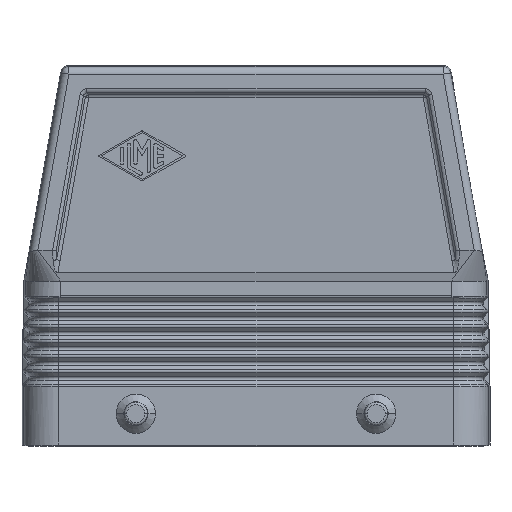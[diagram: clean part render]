
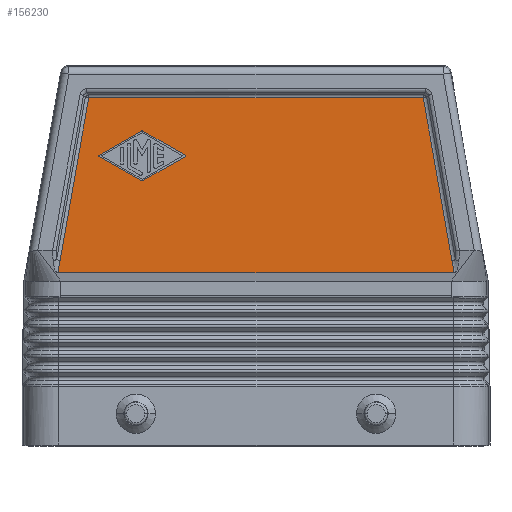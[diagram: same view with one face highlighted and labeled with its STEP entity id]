
A CAD part, front view. The second image highlights one B-rep face of the part: STEP entity #156230.
In plain terms, the highlighted face is planar.
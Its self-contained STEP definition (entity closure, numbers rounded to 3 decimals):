
#1070=CARTESIAN_POINT('',(374.083,40.072,
53.277));
#1080=VERTEX_POINT('',#1070);
#1260=CARTESIAN_POINT('',(374.083,39.741,
53.277));
#1270=VERTEX_POINT('',#1260);
#1300=CARTESIAN_POINT('',(374.083,39.906,
53.566));
#1310=DIRECTION('',(-1.,0.,0.));
#1320=DIRECTION('',(0.,-1.,0.));
#1330=AXIS2_PLACEMENT_3D('',#1300,#1310,#1320);
#1340=CIRCLE('',#1330,0.333);
#1350=EDGE_CURVE('',#1080,#1270,#1340,.T.);
#40110=CARTESIAN_POINT('',(374.083,40.072,
63.188));
#40120=VERTEX_POINT('',#40110);
#40290=CARTESIAN_POINT('',(374.083,48.488,
58.377));
#40300=VERTEX_POINT('',#40290);
#40330=CARTESIAN_POINT('',(374.083,44.373,
60.73));
#40340=DIRECTION('',(0.,-0.868,0.496));
#40350=VECTOR('',#40340,1.);
#40360=LINE('',#40330,#40350);
#40370=EDGE_CURVE('',#40300,#40120,#40360,.T.);
#40580=CARTESIAN_POINT('',(374.083,31.324,
58.377));
#40590=VERTEX_POINT('',#40580);
#40760=CARTESIAN_POINT('',(374.083,39.741,
63.188));
#40770=VERTEX_POINT('',#40760);
#40800=CARTESIAN_POINT('',(374.083,44.373,
65.836));
#40810=DIRECTION('',(0.,-0.868,-0.496));
#40820=VECTOR('',#40810,1.);
#40830=LINE('',#40800,#40820);
#40840=EDGE_CURVE('',#40770,#40590,#40830,.T.);
#64680=CARTESIAN_POINT('',(374.083,31.324,
58.088));
#64690=VERTEX_POINT('',#64680);
#64820=CARTESIAN_POINT('',(374.083,31.407,
58.233));
#64830=DIRECTION('',(-1.,0.,0.));
#64840=DIRECTION('',(0.,-1.,0.));
#64850=AXIS2_PLACEMENT_3D('',#64820,#64830,#64840);
#64860=CIRCLE('',#64850,0.167);
#64870=EDGE_CURVE('',#64690,#40590,#64860,.T.);
#66260=CARTESIAN_POINT('',(374.083,60.723,
12.233));
#66270=DIRECTION('',(0.,-0.174,0.985));
#66280=VECTOR('',#66270,1.);
#66290=LINE('',#66260,#66280);
#66300=CARTESIAN_POINT('',(374.083,56.298,
37.351));
#66310=VERTEX_POINT('',#66300);
#66320=CARTESIAN_POINT('',(374.083,50.578,
69.818));
#66330=VERTEX_POINT('',#66320);
#66340=EDGE_CURVE('',#66310,#66330,#66290,.T.);
#67830=CARTESIAN_POINT('',(374.083,-21.985,
37.351));
#67840=VERTEX_POINT('',#67830);
#68070=CARTESIAN_POINT('',(374.083,-22.423,
34.87));
#68080=VERTEX_POINT('',#68070);
#68110=CARTESIAN_POINT('',(374.083,-21.985,
37.351));
#68120=CARTESIAN_POINT('',(374.083,-22.058,
36.938));
#68130=CARTESIAN_POINT('',(374.083,-22.131,
36.524));
#68140=CARTESIAN_POINT('',(374.083,-22.204,
36.111));
#68150=CARTESIAN_POINT('',(374.083,-22.277,
35.697));
#68160=CARTESIAN_POINT('',(374.083,-22.35,
35.283));
#68170=CARTESIAN_POINT('',(374.083,-22.423,
34.87));
#68180=B_SPLINE_CURVE_WITH_KNOTS('',6,(#68110,#68120,#68130,#68140,
#68150,#68160,#68170),.UNSPECIFIED.,.F.,.F.,(7,7),(0.,1.),.UNSPECIFIED.)
;
#68190=EDGE_CURVE('',#67840,#68080,#68180,.T.);
#70110=CARTESIAN_POINT('',(374.083,39.906,
62.899));
#70120=DIRECTION('',(-1.,0.,0.));
#70130=DIRECTION('',(0.,-1.,0.));
#70140=AXIS2_PLACEMENT_3D('',#70110,#70120,#70130);
#70150=CIRCLE('',#70140,0.333);
#70160=EDGE_CURVE('',#40770,#40120,#70150,.T.);
#73230=CARTESIAN_POINT('',(374.083,-12.317,
48.893));
#73240=DIRECTION('',(1.,0.,0.));
#73250=DIRECTION('',(0.,1.,0.));
#73260=AXIS2_PLACEMENT_3D('',#73230,#73240,#73250);
#73270=PLANE('',#73260);
#80200=CARTESIAN_POINT('',(374.083,56.735,
34.87));
#80210=VERTEX_POINT('',#80200);
#80260=CARTESIAN_POINT('',(374.083,56.735,
34.87));
#80270=CARTESIAN_POINT('',(374.083,56.662,
35.283));
#80280=CARTESIAN_POINT('',(374.083,56.589,
35.697));
#80290=CARTESIAN_POINT('',(374.083,56.517,
36.111));
#80300=CARTESIAN_POINT('',(374.083,56.444,
36.524));
#80310=CARTESIAN_POINT('',(374.083,56.371,
36.938));
#80320=CARTESIAN_POINT('',(374.083,56.298,
37.351));
#80330=B_SPLINE_CURVE_WITH_KNOTS('',6,(#80260,#80270,#80280,#80290,
#80300,#80310,#80320),.UNSPECIFIED.,.F.,.F.,(7,7),(0.,1.),.UNSPECIFIED.)
;
#80340=EDGE_CURVE('',#80210,#66310,#80330,.T.);
#107930=CARTESIAN_POINT('',(374.083,-16.265,
69.818));
#107940=VERTEX_POINT('',#107930);
#108040=CARTESIAN_POINT('',(374.083,-26.411,
12.233));
#108050=DIRECTION('',(0.,0.174,0.985));
#108060=VECTOR('',#108050,1.);
#108070=LINE('',#108040,#108060);
#108080=EDGE_CURVE('',#67840,#107940,#108070,.T.);
#112970=CARTESIAN_POINT('',(374.083,44.373,
69.818));
#112980=DIRECTION('',(0.,1.,0.));
#112990=VECTOR('',#112980,1.);
#113000=LINE('',#112970,#112990);
#113010=EDGE_CURVE('',#107940,#66330,#113000,.T.);
#148710=CARTESIAN_POINT('',(374.083,48.488,
58.088));
#148720=VERTEX_POINT('',#148710);
#148770=CARTESIAN_POINT('',(374.083,44.373,
55.735));
#148780=DIRECTION('',(0.,0.868,0.496));
#148790=VECTOR('',#148780,1.);
#148800=LINE('',#148770,#148790);
#148810=EDGE_CURVE('',#1080,#148720,#148800,.T.);
#155890=ORIENTED_EDGE('',*,*,#64870,.F.);
#155900=ORIENTED_EDGE('',*,*,#40840,.T.);
#155910=ORIENTED_EDGE('',*,*,#70160,.F.);
#155920=ORIENTED_EDGE('',*,*,#40370,.T.);
#155930=CARTESIAN_POINT('',(374.083,48.405,
58.233));
#155940=DIRECTION('',(-1.,0.,0.));
#155950=DIRECTION('',(0.,-1.,0.));
#155960=AXIS2_PLACEMENT_3D('',#155930,#155940,#155950);
#155970=CIRCLE('',#155960,0.167);
#155980=EDGE_CURVE('',#40300,#148720,#155970,.T.);
#155990=ORIENTED_EDGE('',*,*,#155980,.F.);
#156000=ORIENTED_EDGE('',*,*,#148810,.T.);
#156010=ORIENTED_EDGE('',*,*,#1350,.F.);
#156020=CARTESIAN_POINT('',(374.083,44.373,
50.63));
#156030=DIRECTION('',(0.,0.868,-0.496));
#156040=VECTOR('',#156030,1.);
#156050=LINE('',#156020,#156040);
#156060=EDGE_CURVE('',#64690,#1270,#156050,.T.);
#156070=ORIENTED_EDGE('',*,*,#156060,.T.);
#156080=EDGE_LOOP('',(#156070,#156010,#156000,#155990,#155920,#155910,
#155900,#155890));
#156090=FACE_BOUND('',#156080,.T.);
#156100=ORIENTED_EDGE('',*,*,#66340,.F.);
#156110=ORIENTED_EDGE('',*,*,#113010,.T.);
#156120=ORIENTED_EDGE('',*,*,#108080,.T.);
#156130=ORIENTED_EDGE('',*,*,#68190,.F.);
#156140=CARTESIAN_POINT('',(374.083,44.373,
34.87));
#156150=DIRECTION('',(0.,1.,0.));
#156160=VECTOR('',#156150,1.);
#156170=LINE('',#156140,#156160);
#156180=EDGE_CURVE('',#68080,#80210,#156170,.T.);
#156190=ORIENTED_EDGE('',*,*,#156180,.F.);
#156200=ORIENTED_EDGE('',*,*,#80340,.F.);
#156210=EDGE_LOOP('',(#156200,#156190,#156130,#156120,#156110,#156100));
#156220=FACE_OUTER_BOUND('',#156210,.T.);
#156230=ADVANCED_FACE('',(#156090,#156220),#73270,.F.);
